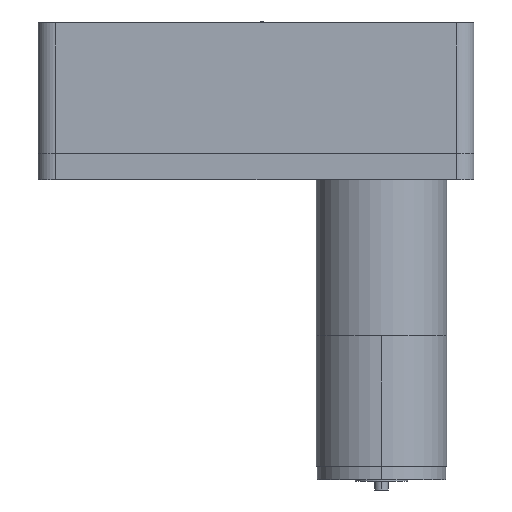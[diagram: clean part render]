
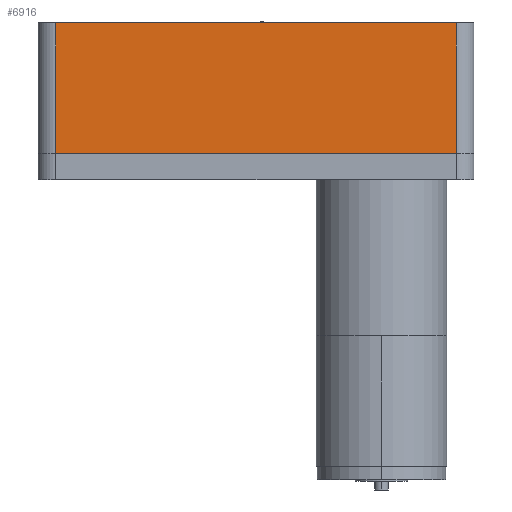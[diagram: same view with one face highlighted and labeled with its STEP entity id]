
A CAD part, front view. The second image highlights one B-rep face of the part: STEP entity #6916.
In plain terms, the highlighted planar face has unit normal (0, -1, 0).
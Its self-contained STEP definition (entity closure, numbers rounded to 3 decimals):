
#3 = ORIENTED_EDGE ( 'NONE', *, *, #2295, .T. ) ;
#225 = CARTESIAN_POINT ( 'NONE',  ( 2., 0., 15. ) ) ;
#714 = CARTESIAN_POINT ( 'NONE',  ( 2., 0., 0. ) ) ;
#948 = LINE ( 'NONE', #6650, #6687 ) ;
#1273 = CARTESIAN_POINT ( 'NONE',  ( 2., 0., 15. ) ) ;
#1671 = CARTESIAN_POINT ( 'NONE',  ( 0., 0., 15. ) ) ;
#2095 = AXIS2_PLACEMENT_3D ( 'NONE', #1671, #6708, #5527 ) ;
#2295 = EDGE_CURVE ( 'NONE', #5793, #4465, #5408, .T. ) ;
#2328 = CARTESIAN_POINT ( 'NONE',  ( 48., 0., 0. ) ) ;
#2714 = ORIENTED_EDGE ( 'NONE', *, *, #4978, .T. ) ;
#2728 = EDGE_CURVE ( 'NONE', #5793, #3029, #3673, .T. ) ;
#2732 = ORIENTED_EDGE ( 'NONE', *, *, #5895, .T. ) ;
#3029 = VERTEX_POINT ( 'NONE', #4539 ) ;
#3075 = VECTOR ( 'NONE', #6884, 1000. ) ;
#3143 = CARTESIAN_POINT ( 'NONE',  ( 0., 0., 15. ) ) ;
#3673 = LINE ( 'NONE', #3143, #4278 ) ;
#4278 = VECTOR ( 'NONE', #6023, 1000. ) ;
#4465 = VERTEX_POINT ( 'NONE', #714 ) ;
#4539 = CARTESIAN_POINT ( 'NONE',  ( 48., 0., 15. ) ) ;
#4830 = EDGE_LOOP ( 'NONE', ( #2714, #2732, #6542, #3 ) ) ;
#4978 = EDGE_CURVE ( 'NONE', #4465, #7164, #948, .T. ) ;
#5079 = DIRECTION ( 'NONE',  ( 1., 0., 0. ) ) ;
#5182 = VECTOR ( 'NONE', #6261, 1000. ) ;
#5351 = LINE ( 'NONE', #5683, #5182 ) ;
#5408 = LINE ( 'NONE', #225, #3075 ) ;
#5527 = DIRECTION ( 'NONE',  ( 0., 0., 1. ) ) ;
#5555 = PLANE ( 'NONE',  #2095 ) ;
#5683 = CARTESIAN_POINT ( 'NONE',  ( 48., 0., 15. ) ) ;
#5774 = FACE_OUTER_BOUND ( 'NONE', #4830, .T. ) ;
#5793 = VERTEX_POINT ( 'NONE', #1273 ) ;
#5895 = EDGE_CURVE ( 'NONE', #7164, #3029, #5351, .T. ) ;
#6023 = DIRECTION ( 'NONE',  ( 1., 0., 0. ) ) ;
#6261 = DIRECTION ( 'NONE',  ( 0., 0., 1. ) ) ;
#6542 = ORIENTED_EDGE ( 'NONE', *, *, #2728, .F. ) ;
#6650 = CARTESIAN_POINT ( 'NONE',  ( 0., 0., 0. ) ) ;
#6687 = VECTOR ( 'NONE', #5079, 1000. ) ;
#6708 = DIRECTION ( 'NONE',  ( 0., 1., 0. ) ) ;
#6884 = DIRECTION ( 'NONE',  ( 0., 0., -1. ) ) ;
#6916 = ADVANCED_FACE ( 'NONE', ( #5774 ), #5555, .F. ) ;
#7164 = VERTEX_POINT ( 'NONE', #2328 ) ;
